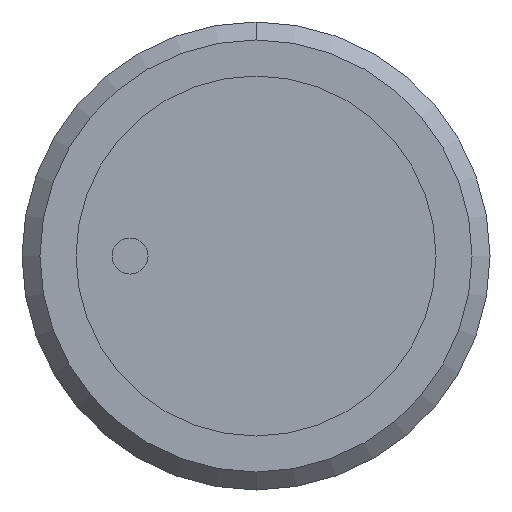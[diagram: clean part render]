
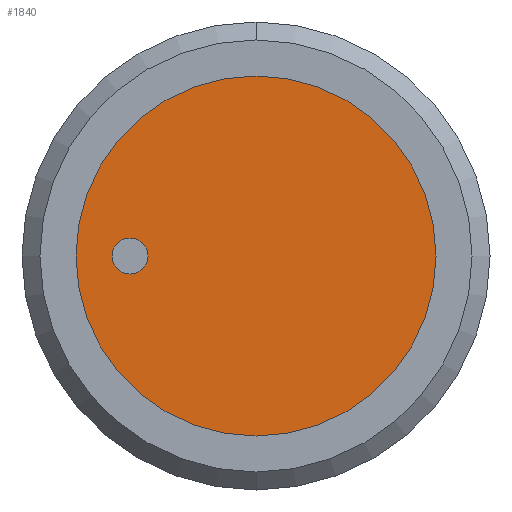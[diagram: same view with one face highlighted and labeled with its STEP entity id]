
A CAD part, front view. The second image highlights one B-rep face of the part: STEP entity #1840.
In plain terms, the highlighted planar face has unit normal (0, -1, 0).
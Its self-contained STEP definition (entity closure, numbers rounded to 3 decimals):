
#144 = CIRCLE ( 'NONE', #1475, 1. ) ;
#145 = CIRCLE ( 'NONE', #1474, 11.7 ) ;
#226 = CIRCLE ( 'NONE', #1509, 1. ) ;
#235 = CIRCLE ( 'NONE', #1494, 11.7 ) ;
#600 = FACE_OUTER_BOUND ( 'NONE', #990, .T. ) ;
#606 = FACE_BOUND ( 'NONE', #964, .T. ) ;
#657 = CARTESIAN_POINT ( 'NONE',  ( 0., 0., 11.7 ) ) ;
#722 = CARTESIAN_POINT ( 'NONE',  ( -7., 0., 1. ) ) ;
#764 = CARTESIAN_POINT ( 'NONE',  ( -7., 0., -1. ) ) ;
#766 = CARTESIAN_POINT ( 'NONE',  ( 0., 0., -11.7 ) ) ;
#881 = VERTEX_POINT ( 'NONE', #766 ) ;
#884 = VERTEX_POINT ( 'NONE', #764 ) ;
#919 = VERTEX_POINT ( 'NONE', #722 ) ;
#933 = VERTEX_POINT ( 'NONE', #657 ) ;
#964 = EDGE_LOOP ( 'NONE', ( #1121, #1120 ) ) ;
#990 = EDGE_LOOP ( 'NONE', ( #1118, #1117 ) ) ;
#1117 = ORIENTED_EDGE ( 'NONE', *, *, #1601, .T. ) ;
#1118 = ORIENTED_EDGE ( 'NONE', *, *, #1654, .T. ) ;
#1120 = ORIENTED_EDGE ( 'NONE', *, *, #1577, .F. ) ;
#1121 = ORIENTED_EDGE ( 'NONE', *, *, #1653, .F. ) ;
#1207 = CARTESIAN_POINT ( 'NONE',  ( -7., 0., 0. ) ) ;
#1208 = DIRECTION ( 'NONE',  ( 0., -1., 0. ) ) ;
#1209 = DIRECTION ( 'NONE',  ( 0., 0., -1. ) ) ;
#1210 = CARTESIAN_POINT ( 'NONE',  ( 0., 0., 0. ) ) ;
#1211 = DIRECTION ( 'NONE',  ( 0., -1., 0. ) ) ;
#1212 = DIRECTION ( 'NONE',  ( 0., 0., 1. ) ) ;
#1242 = CARTESIAN_POINT ( 'NONE',  ( 0., 0., 0. ) ) ;
#1275 = DIRECTION ( 'NONE',  ( 0., 0., 1. ) ) ;
#1278 = DIRECTION ( 'NONE',  ( 0., 1., 0. ) ) ;
#1287 = PLANE ( 'NONE',  #1460 ) ;
#1460 = AXIS2_PLACEMENT_3D ( 'NONE', #1242, #1278, #1275 ) ;
#1474 = AXIS2_PLACEMENT_3D ( 'NONE', #1210, #1211, #1212 ) ;
#1475 = AXIS2_PLACEMENT_3D ( 'NONE', #1207, #1208, #1209 ) ;
#1494 = AXIS2_PLACEMENT_3D ( 'NONE', #1941, #1940, #1939 ) ;
#1509 = AXIS2_PLACEMENT_3D ( 'NONE', #2064, #1979, #2063 ) ;
#1577 = EDGE_CURVE ( 'NONE', #919, #884, #226, .T. ) ;
#1601 = EDGE_CURVE ( 'NONE', #881, #933, #235, .T. ) ;
#1653 = EDGE_CURVE ( 'NONE', #884, #919, #144, .T. ) ;
#1654 = EDGE_CURVE ( 'NONE', #933, #881, #145, .T. ) ;
#1840 = ADVANCED_FACE ( 'NONE', ( #606, #600 ), #1287, .F. ) ;
#1939 = DIRECTION ( 'NONE',  ( 0., 0., 1. ) ) ;
#1940 = DIRECTION ( 'NONE',  ( 0., -1., 0. ) ) ;
#1941 = CARTESIAN_POINT ( 'NONE',  ( 0., 0., 0. ) ) ;
#1979 = DIRECTION ( 'NONE',  ( 0., -1., 0. ) ) ;
#2063 = DIRECTION ( 'NONE',  ( 0., 0., -1. ) ) ;
#2064 = CARTESIAN_POINT ( 'NONE',  ( -7., 0., 0. ) ) ;
